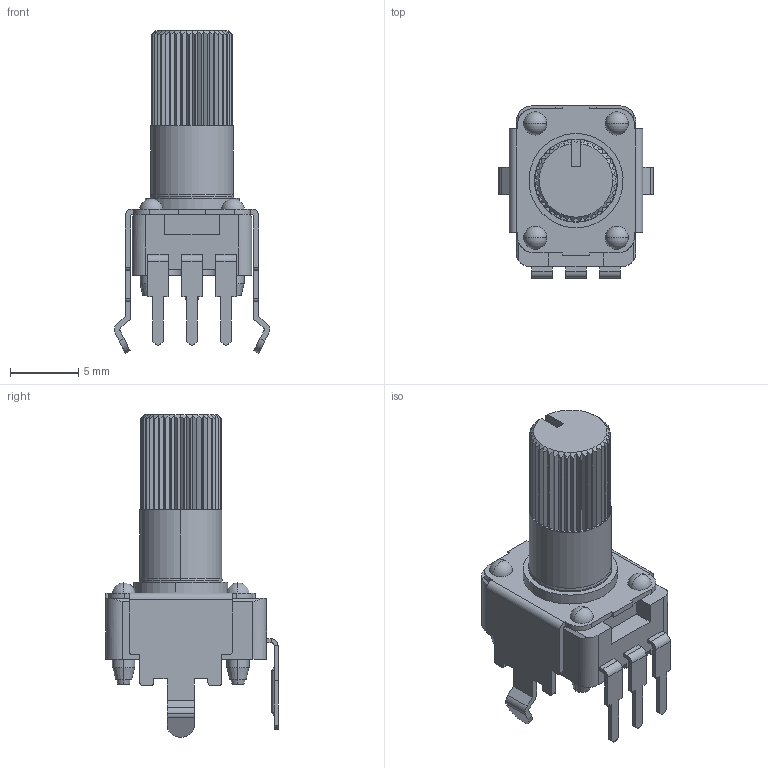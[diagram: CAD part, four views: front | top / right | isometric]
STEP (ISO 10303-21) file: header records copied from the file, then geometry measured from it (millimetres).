
FILE_DESCRIPTION (( 'STEP AP214' ), '1' );
FILE_NAME ('RK09K1130D62.STEP', '2015-10-19T15:31:00', ( '' ), ( '' ), 'SwSTEP 2.0', 'SolidWorks 2014', '' );
FILE_SCHEMA (( 'AUTOMOTIVE_DESIGN' ));
Length unit declared in the file: millimetre
Products named in the file (1): RK09K1130D62
Bounding box: 11.4 x 12.65 x 23.7 mm (x, y, z)
Volume: 921.6 mm3; surface area: 1064.1 mm2
Topology: 1 solids, 1 shells, 378 faces, 1026 edges, 660 vertices
Faces by surface type: plane 222, cylinder 115, cone 27, sphere 14
Entity records: 16026 total; most frequent: CARTESIAN_POINT 2303, ORIENTED_EDGE 2024, DIRECTION 1967, EDGE_CURVE 1012, VERTEX_POINT 660, AXIS2_PLACEMENT_3D 660, VECTOR 647, LINE 647
